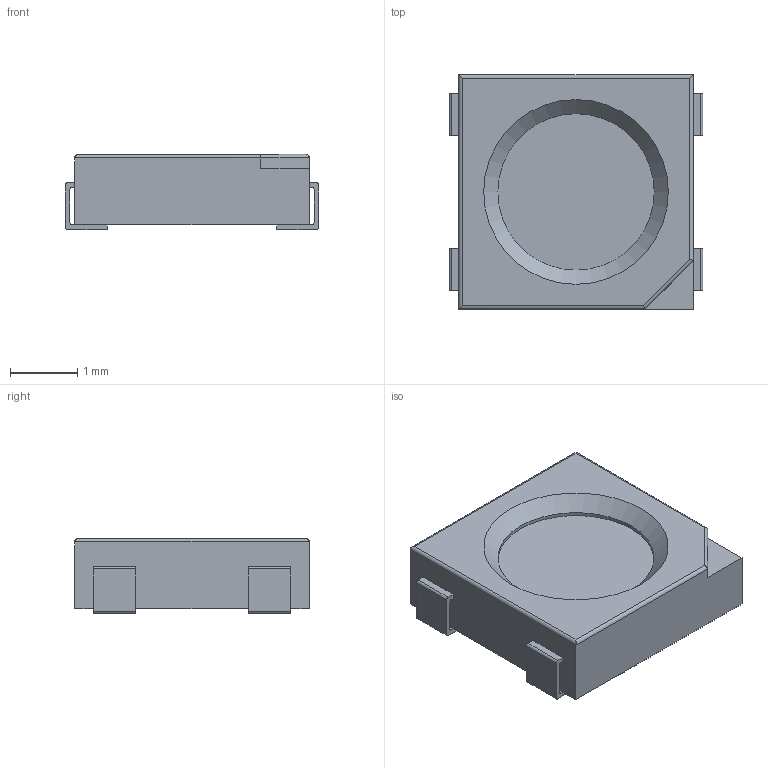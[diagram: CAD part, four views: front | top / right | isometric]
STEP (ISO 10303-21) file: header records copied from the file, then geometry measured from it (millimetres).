
FILE_DESCRIPTION(/* description */ ('STEP AP242','CAx-IF Rec.Pracs.---Representation and Presentation of Product Manufacturing Information (PMI)---4.0---2014-10-13','CAx-IF Rec.Pracs.---3D Tessellated Geometry---0.4---2014-09-14','2;1'),/* implementation_level */ '2;1');
FILE_NAME(/* name */ '61fc75bdecde910f8c90361e',/* time_stamp */ '2022-02-04T00:39:26+00:00',/* author */ (''),/* organization */ (''),/* preprocessor_version */ 'ST-DEVELOPER v18.101',/* originating_system */ ' ',/* authorisation */ ' ');
FILE_SCHEMA (('AP242_MANAGED_MODEL_BASED_3D_ENGINEERING_MIM_LF { 1 0 10303 442 1 1 4 }'));
Length unit declared in the file: metre
Products named in the file (1): LED_WS2812B_PLCC4_50x50mm_P32mm
Bounding box: 3.78 x 3.5 x 1.12 mm (x, y, z)
Volume: 11.7 mm3; surface area: 44.7 mm2
Topology: 1 solids, 1 shells, 68 faces, 193 edges, 124 vertices
Faces by surface type: plane 45, cylinder 22, cone 1
Full cylindrical faces by diameter (mm): 2.333 x1
Entity records: 2328 total; most frequent: CARTESIAN_POINT 384, ORIENTED_EDGE 382, DIRECTION 369, EDGE_CURVE 191, LINE 151, VECTOR 151, VERTEX_POINT 124, AXIS2_PLACEMENT_3D 109
